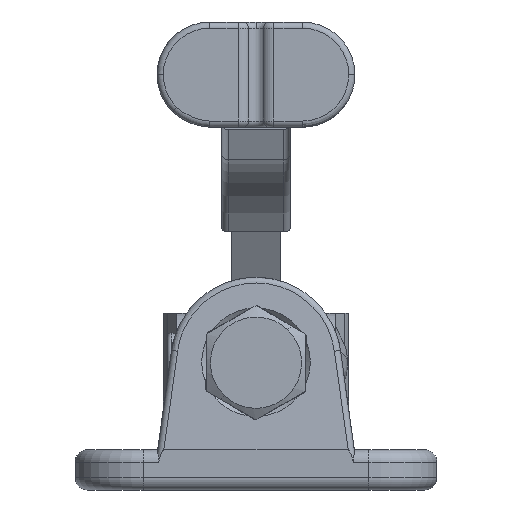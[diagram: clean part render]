
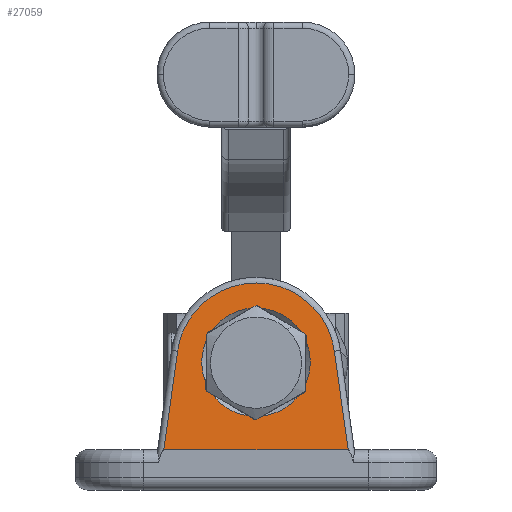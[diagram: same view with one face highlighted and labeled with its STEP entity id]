
A CAD part, left-side view. The second image highlights one B-rep face of the part: STEP entity #27059.
In plain terms, the highlighted planar face has unit normal (-0.996, 0, 0.087).
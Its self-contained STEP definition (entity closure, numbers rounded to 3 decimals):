
#292 = VERTEX_POINT ( 'NONE', #24969 ) ;
#1201 = CARTESIAN_POINT ( 'NONE',  ( 1.396, 16.322, 22.455 ) ) ;
#1663 = CARTESIAN_POINT ( 'NONE',  ( 0.571, 33.44, 13.025 ) ) ;
#1790 = CARTESIAN_POINT ( 'NONE',  ( 2.008, 30.149, 29.446 ) ) ;
#2009 = CARTESIAN_POINT ( 'NONE',  ( 2.008, 29., 29.446 ) ) ;
#2141 = CARTESIAN_POINT ( 'NONE',  ( 1.139, 20.227, 19.524 ) ) ;
#3454 = B_SPLINE_CURVE_WITH_KNOTS ( 'NONE', 3,
 ( #2009, #24019, #11503, #33526, #14676, #36709, #17813, #39871, #20971, #2141, #24157, #5286, #27308, #8469, #30477, #11643, #33675, #14811 ),
 .UNSPECIFIED., .F., .F.,
 ( 4, 2, 2, 2, 2, 2, 2, 2, 4 ),
 ( 0.5, 0.563, 0.625, 0.688, 0.75, 0.813, 0.875, 0.938, 1. ),
 .UNSPECIFIED. ) ;
#3591 = ORIENTED_EDGE ( 'NONE', *, *, #7773, .T. ) ;
#4031 = VECTOR ( 'NONE', #7565, 1000. ) ;
#4398 = CARTESIAN_POINT ( 'NONE',  ( -0.012, 43.921, 6.365 ) ) ;
#4794 = CARTESIAN_POINT ( 'NONE',  ( 0.768, 36.016, 15.282 ) ) ;
#5286 = CARTESIAN_POINT ( 'NONE',  ( 0.852, 21.351, 16.233 ) ) ;
#5768 = VECTOR ( 'NONE', #16890, 1000. ) ;
#6433 = VERTEX_POINT ( 'NONE', #25171 ) ;
#7565 = DIRECTION ( 'NONE',  ( -0.086, 0.138, -0.987 ) ) ;
#7589 = CARTESIAN_POINT ( 'NONE',  ( 1.396, 16.322, 22.455 ) ) ;
#7773 = EDGE_CURVE ( 'NONE', #292, #10653, #22521, .T. ) ;
#7831 = FACE_OUTER_BOUND ( 'NONE', #28264, .T. ) ;
#7984 = CARTESIAN_POINT ( 'NONE',  ( 1.041, 37.548, 18.404 ) ) ;
#8262 = VERTEX_POINT ( 'NONE', #29885 ) ;
#8469 = CARTESIAN_POINT ( 'NONE',  ( 0.626, 23.609, 13.657 ) ) ;
#9739 = DIRECTION ( 'NONE',  ( 0., -1., 0. ) ) ;
#10636 = ORIENTED_EDGE ( 'NONE', *, *, #36066, .T. ) ;
#10653 = VERTEX_POINT ( 'NONE', #1201 ) ;
#10954 = LINE ( 'NONE', #13026, #26686 ) ;
#11130 = CARTESIAN_POINT ( 'NONE',  ( 1.341, 37.773, 21.823 ) ) ;
#11503 = CARTESIAN_POINT ( 'NONE',  ( 1.988, 26.731, 29.221 ) ) ;
#11643 = CARTESIAN_POINT ( 'NONE',  ( 0.492, 26.732, 12.125 ) ) ;
#13026 = CARTESIAN_POINT ( 'NONE',  ( 0., 58.25, 6.5 ) ) ;
#13925 = CARTESIAN_POINT ( 'NONE',  ( 1.396, 41.678, 22.455 ) ) ;
#14312 = CARTESIAN_POINT ( 'NONE',  ( 1.628, 36.649, 25.113 ) ) ;
#14676 = CARTESIAN_POINT ( 'NONE',  ( 1.854, 23.609, 27.689 ) ) ;
#14727 = B_SPLINE_CURVE_WITH_KNOTS ( 'NONE', 3,
 ( #36208, #17316, #20476, #1663, #23654, #4794, #26806, #7984, #29963, #11130, #33164, #14312, #36341, #17450, #39498, #20611, #1790, #23788 ),
 .UNSPECIFIED., .F., .F.,
 ( 4, 2, 2, 2, 2, 2, 2, 2, 4 ),
 ( 0., 0.063, 0.125, 0.188, 0.25, 0.313, 0.375, 0.438, 0.5 ),
 .UNSPECIFIED. ) ;
#14811 = CARTESIAN_POINT ( 'NONE',  ( 0.472, 29., 11.9 ) ) ;
#14926 = CARTESIAN_POINT ( 'NONE',  ( 0.472, 29., 11.9 ) ) ;
#15169 = DIRECTION ( 'NONE',  ( -0.087, 0., -0.996 ) ) ;
#16890 = DIRECTION ( 'NONE',  ( 0.086, 0.138, 0.987 ) ) ;
#17316 = CARTESIAN_POINT ( 'NONE',  ( 0.472, 30.15, 11.9 ) ) ;
#17450 = CARTESIAN_POINT ( 'NONE',  ( 1.854, 34.391, 27.689 ) ) ;
#17813 = CARTESIAN_POINT ( 'NONE',  ( 1.628, 21.352, 25.113 ) ) ;
#18107 = EDGE_CURVE ( 'NONE', #26919, #8262, #19788, .T. ) ;
#18167 = PLANE ( 'NONE',  #29474 ) ;
#18289 = ORIENTED_EDGE ( 'NONE', *, *, #34458, .T. ) ;
#19717 = CARTESIAN_POINT ( 'NONE',  ( 1.396, 41.678, 22.455 ) ) ;
#19750 = ORIENTED_EDGE ( 'NONE', *, *, #28942, .T. ) ;
#19788 = LINE ( 'NONE', #4398, #4031 ) ;
#20476 = CARTESIAN_POINT ( 'NONE',  ( 0.492, 31.269, 12.125 ) ) ;
#20611 = CARTESIAN_POINT ( 'NONE',  ( 1.988, 31.269, 29.221 ) ) ;
#20971 = CARTESIAN_POINT ( 'NONE',  ( 1.341, 20.227, 21.823 ) ) ;
#22521 = LINE ( 'NONE', #26250, #5768 ) ;
#23654 = CARTESIAN_POINT ( 'NONE',  ( 0.626, 34.391, 13.657 ) ) ;
#23788 = CARTESIAN_POINT ( 'NONE',  ( 2.008, 29., 29.446 ) ) ;
#24019 = CARTESIAN_POINT ( 'NONE',  ( 2.008, 27.851, 29.446 ) ) ;
#24157 = CARTESIAN_POINT ( 'NONE',  ( 1.042, 20.452, 18.404 ) ) ;
#24969 = CARTESIAN_POINT ( 'NONE',  ( 0., 14.098, 6.5 ) ) ;
#25171 = CARTESIAN_POINT ( 'NONE',  ( 2.008, 29., 29.446 ) ) ;
#26250 = CARTESIAN_POINT ( 'NONE',  ( 1.388, 16.31, 22.37 ) ) ;
#26686 = VECTOR ( 'NONE', #9739, 1000. ) ;
#26806 = CARTESIAN_POINT ( 'NONE',  ( 0.852, 36.648, 16.233 ) ) ;
#26919 = VERTEX_POINT ( 'NONE', #19717 ) ;
#26984 =( BOUNDED_CURVE ( )  B_SPLINE_CURVE ( 3, ( #7589, #35838, #32777, #13925 ),
 .UNSPECIFIED., .F., .F. ) 
 B_SPLINE_CURVE_WITH_KNOTS ( ( 4, 4 ),
 ( 1.709, 4.574 ),
 .UNSPECIFIED. ) 
 CURVE ( )  GEOMETRIC_REPRESENTATION_ITEM ( )  RATIONAL_B_SPLINE_CURVE ( ( 1., 0.425, 0.425, 1. ) ) 
 REPRESENTATION_ITEM ( '' )  );
#27059 = ADVANCED_FACE ( 'NONE', ( #7831, #40342 ), #18167, .F. ) ;
#27308 = CARTESIAN_POINT ( 'NONE',  ( 0.768, 21.984, 15.282 ) ) ;
#28264 = EDGE_LOOP ( 'NONE', ( #10636, #3591, #40760, #40273 ) ) ;
#28942 = EDGE_CURVE ( 'NONE', #31665, #6433, #14727, .T. ) ;
#29474 = AXIS2_PLACEMENT_3D ( 'NONE', #30830, #34041, #15169 ) ;
#29885 = CARTESIAN_POINT ( 'NONE',  ( 0., 43.902, 6.5 ) ) ;
#29963 = CARTESIAN_POINT ( 'NONE',  ( 1.139, 37.773, 19.524 ) ) ;
#30477 = CARTESIAN_POINT ( 'NONE',  ( 0.571, 24.559, 13.025 ) ) ;
#30830 = CARTESIAN_POINT ( 'NONE',  ( 0., 58.25, 6.5 ) ) ;
#31665 = VERTEX_POINT ( 'NONE', #14926 ) ;
#32777 = CARTESIAN_POINT ( 'NONE',  ( 3.117, 38.934, 42.132 ) ) ;
#33164 = CARTESIAN_POINT ( 'NONE',  ( 1.438, 37.548, 22.942 ) ) ;
#33382 = EDGE_CURVE ( 'NONE', #10653, #26919, #26984, .T. ) ;
#33526 = CARTESIAN_POINT ( 'NONE',  ( 1.909, 24.56, 28.322 ) ) ;
#33675 = CARTESIAN_POINT ( 'NONE',  ( 0.472, 27.85, 11.9 ) ) ;
#34041 = DIRECTION ( 'NONE',  ( 0.996, 0., -0.087 ) ) ;
#34458 = EDGE_CURVE ( 'NONE', #6433, #31665, #3454, .T. ) ;
#35838 = CARTESIAN_POINT ( 'NONE',  ( 3.117, 19.066, 42.132 ) ) ;
#36045 = EDGE_LOOP ( 'NONE', ( #19750, #18289 ) ) ;
#36066 = EDGE_CURVE ( 'NONE', #8262, #292, #10954, .T. ) ;
#36208 = CARTESIAN_POINT ( 'NONE',  ( 0.472, 29., 11.9 ) ) ;
#36341 = CARTESIAN_POINT ( 'NONE',  ( 1.712, 36.016, 26.064 ) ) ;
#36709 = CARTESIAN_POINT ( 'NONE',  ( 1.712, 21.984, 26.064 ) ) ;
#39498 = CARTESIAN_POINT ( 'NONE',  ( 1.909, 33.44, 28.321 ) ) ;
#39871 = CARTESIAN_POINT ( 'NONE',  ( 1.438, 20.452, 22.942 ) ) ;
#40273 = ORIENTED_EDGE ( 'NONE', *, *, #18107, .T. ) ;
#40342 = FACE_BOUND ( 'NONE', #36045, .T. ) ;
#40760 = ORIENTED_EDGE ( 'NONE', *, *, #33382, .T. ) ;
